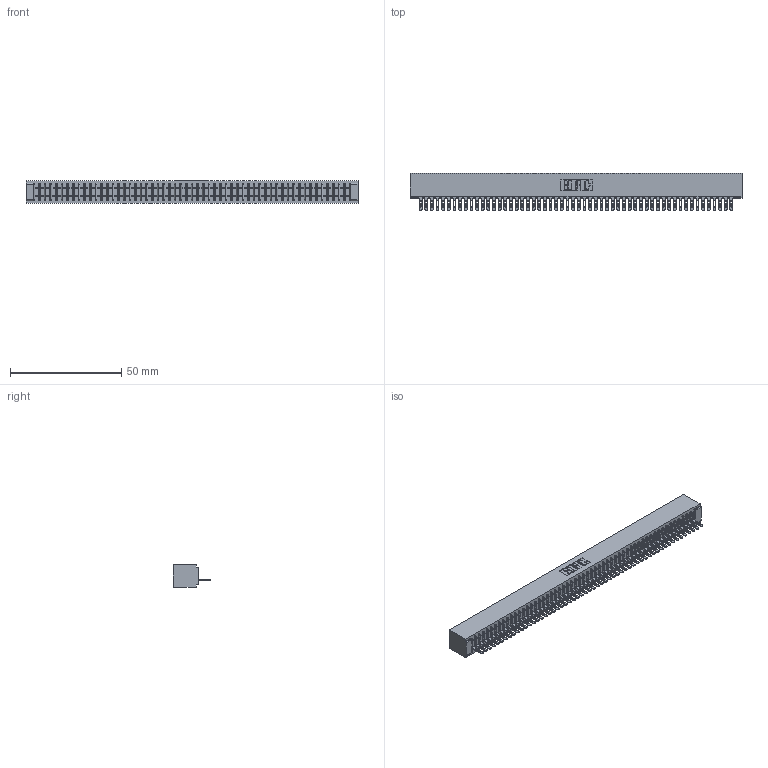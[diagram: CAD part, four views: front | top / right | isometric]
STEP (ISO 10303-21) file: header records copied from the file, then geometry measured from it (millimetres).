
FILE_DESCRIPTION (( 'STEP AP203' ), '1' );
FILE_NAME ('341-056-500-101.STEP', '2018-08-07T14:53:06', ( '' ), ( '' ), 'SwSTEP 2.0', 'SolidWorks 2016', '' );
FILE_SCHEMA (( 'CONFIG_CONTROL_DESIGN' ));
Length unit declared in the file: inch
Products named in the file (3): 341 Part_No Mounting Lugs; 341-292-001_341-292-100; 341-056-500-101
Assembly tree (57 placements, depth 2):
  341-056-500-101
    341 Part_No Mounting Lugs
    341-292-001_341-292-100  x56
Bounding box: 149.22 x 16.69 x 10.16 mm (x, y, z)
Volume: 10939.3 mm3; surface area: 18201.2 mm2
Topology: 57 solids, 57 shells, 4700 faces, 13564 edges, 8702 vertices
Faces by surface type: plane 2808, cylinder 1668, sphere 114, torus 110
Entity records: 63845 total; most frequent: CARTESIAN_POINT 10852, ORIENTED_EDGE 10840, DIRECTION 10466, EDGE_CURVE 5420, LINE 4394, VECTOR 4394, VERTEX_POINT 3422, AXIS2_PLACEMENT_3D 3036
